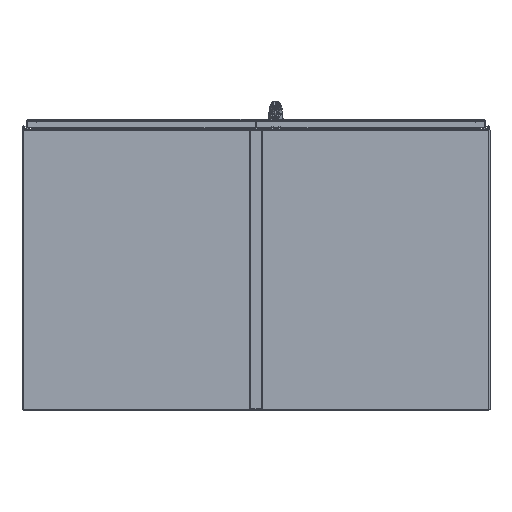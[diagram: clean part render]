
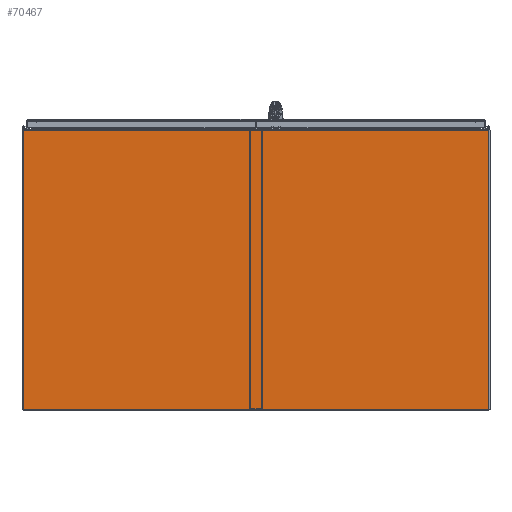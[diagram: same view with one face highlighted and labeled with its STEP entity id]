
A CAD part, front view. The second image highlights one B-rep face of the part: STEP entity #70467.
In plain terms, the highlighted face is planar.
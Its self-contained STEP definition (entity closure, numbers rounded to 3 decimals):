
#12898=PLANE('',#75020);
#15004=LINE('',#102304,#20331);
#15009=LINE('',#102320,#20336);
#15012=LINE('',#102326,#20339);
#15013=LINE('',#102327,#20340);
#20331=VECTOR('',#83862,0.394);
#20336=VECTOR('',#83883,0.394);
#20339=VECTOR('',#83888,0.394);
#20340=VECTOR('',#83889,0.394);
#25122=FACE_OUTER_BOUND('',#28196,.T.);
#28196=EDGE_LOOP('',(#58112,#58113,#58114,#58115));
#35523=VERTEX_POINT('',#102301);
#35524=VERTEX_POINT('',#102303);
#35527=VERTEX_POINT('',#102319);
#35529=VERTEX_POINT('',#102325);
#45500=EDGE_CURVE('',#35524,#35523,#15004,.T.);
#45508=EDGE_CURVE('',#35524,#35527,#15009,.T.);
#45511=EDGE_CURVE('',#35529,#35523,#15012,.T.);
#45512=EDGE_CURVE('',#35527,#35529,#15013,.T.);
#58112=ORIENTED_EDGE('',*,*,#45500,.T.);
#58113=ORIENTED_EDGE('',*,*,#45511,.F.);
#58114=ORIENTED_EDGE('',*,*,#45512,.F.);
#58115=ORIENTED_EDGE('',*,*,#45508,.F.);
#70467=ADVANCED_FACE('',(#25122),#12898,.T.);
#75020=AXIS2_PLACEMENT_3D('',#102324,#83886,#83887);
#83862=DIRECTION('',(1.,0.,0.));
#83883=DIRECTION('',(0.,1.,0.));
#83886=DIRECTION('center_axis',(0.,0.,1.));
#83887=DIRECTION('ref_axis',(1.,0.,0.));
#83888=DIRECTION('',(0.,-1.,0.));
#83889=DIRECTION('',(1.,0.,0.));
#102301=CARTESIAN_POINT('',(29.929,-17.768,0.134));
#102303=CARTESIAN_POINT('',(-29.929,-17.768,0.134));
#102304=CARTESIAN_POINT('',(-14.964,-17.768,0.134));
#102319=CARTESIAN_POINT('',(-29.929,17.996,0.134));
#102320=CARTESIAN_POINT('',(-29.929,-17.996,0.134));
#102324=CARTESIAN_POINT('Origin',(0.,0.,
0.134));
#102325=CARTESIAN_POINT('',(29.929,17.996,0.134));
#102326=CARTESIAN_POINT('',(29.929,17.996,0.134));
#102327=CARTESIAN_POINT('',(-29.929,17.996,0.134));
